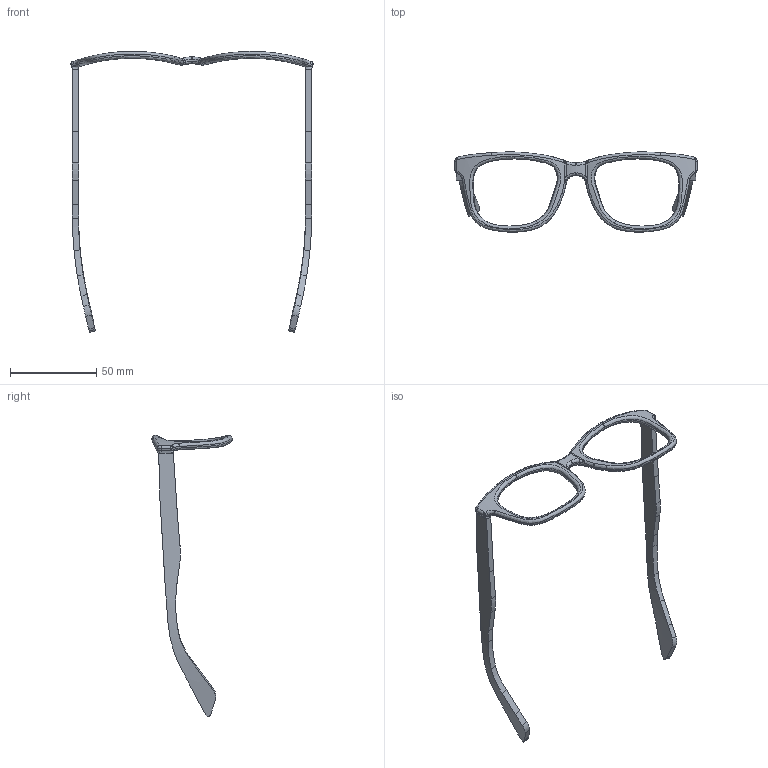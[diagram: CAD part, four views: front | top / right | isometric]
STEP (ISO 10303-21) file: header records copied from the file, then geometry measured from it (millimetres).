
FILE_DESCRIPTION(('CATIA V5 STEP Exchange'),'2;1');
FILE_NAME('Zenni_onePiece_largerArms.stp','2022-03-31T18:53:35+00:00',('none'),('none'),'CATIA Version 5 Release 20 GA (IN-10)','CATIA V5 STEP AP203','none');
FILE_SCHEMA(('CONFIG_CONTROL_DESIGN'));
Length unit declared in the file: millimetre
Products named in the file (1): Zenni125221_frame
Bounding box: 140.38 x 46.56 x 162.86 mm (x, y, z)
Volume: 15527.4 mm3; surface area: 13001.5 mm2
Topology: 5 solids, 5 shells, 280 faces, 693 edges, 405 vertices
Faces by surface type: bspline 234, sphere 18, plane 14, cylinder 12, torus 2
Entity records: 26005 total; most frequent: CARTESIAN_POINT 21477, ORIENTED_EDGE 1350, EDGE_CURVE 675, B_SPLINE_CURVE_WITH_KNOTS 615, VERTEX_POINT 405, EDGE_LOOP 284, ADVANCED_FACE 280, FACE_OUTER_BOUND 280
